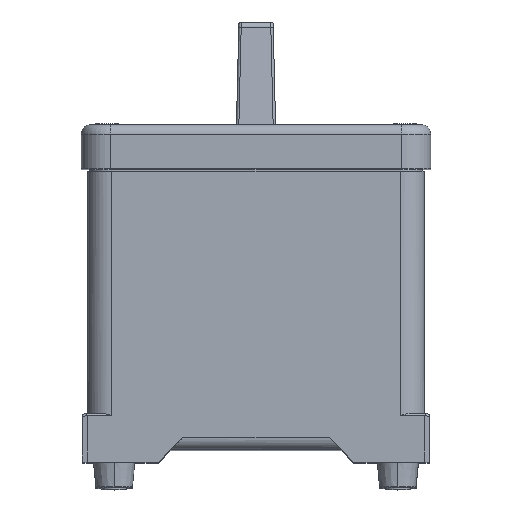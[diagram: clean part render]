
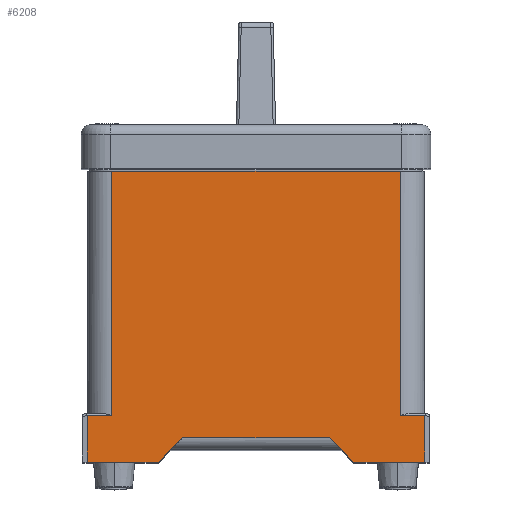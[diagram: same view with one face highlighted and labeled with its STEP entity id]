
A CAD part, top view. The second image highlights one B-rep face of the part: STEP entity #6208.
In plain terms, the highlighted planar face has unit normal (0, 0, 1).
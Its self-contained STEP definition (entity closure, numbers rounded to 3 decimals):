
#65 = LINE ( 'NONE', #7152, #4514 ) ;
#76 = CARTESIAN_POINT ( 'NONE',  ( -69., 4., 119.5 ) ) ;
#123 = EDGE_CURVE ( 'Defeature ausgef�hrt2_1+Defeature ausgef�hrt2_9+Defeature ausgef�hrt2_17+Defeature ausgef�hrt2_53', #7521, #7209, #3491, .T. ) ;
#191 = LINE ( 'NONE', #5060, #13233 ) ;
#300 = LINE ( 'NONE', #12040, #658 ) ;
#342 = DIRECTION ( 'NONE',  ( -1., 0., 0. ) ) ;
#445 = VECTOR ( 'NONE', #2686, 1000. ) ;
#459 = VECTOR ( 'NONE', #1452, 1000. ) ;
#568 = CARTESIAN_POINT ( 'NONE',  ( 59., 4., 119.5 ) ) ;
#658 = VECTOR ( 'NONE', #11039, 1000. ) ;
#771 = VERTEX_POINT ( 'NONE', #9172 ) ;
#1050 = EDGE_CURVE ( 'Defeature ausgef�hrt2_5+Defeature ausgef�hrt2_9+Defeature ausgef�hrt2_24+Defeature ausgef�hrt2_25', #10024, #8170, #9920, .T. ) ;
#1169 = CARTESIAN_POINT ( 'NONE',  ( 69., 114., 119.5 ) ) ;
#1306 = DIRECTION ( 'NONE',  ( -1., 0., 0. ) ) ;
#1452 = DIRECTION ( 'NONE',  ( -1., 0., 0. ) ) ;
#1554 = LINE ( 'NONE', #12229, #6193 ) ;
#1699 = DIRECTION ( 'NONE',  ( 0., 1., 0. ) ) ;
#2111 = CARTESIAN_POINT ( 'NONE',  ( 59., 114., 119.5 ) ) ;
#2543 = CARTESIAN_POINT ( 'NONE',  ( -35., -5., 119.5 ) ) ;
#2686 = DIRECTION ( 'NONE',  ( 0.707, 0.707, 0. ) ) ;
#2876 = VECTOR ( 'NONE', #10271, 1000. ) ;
#2885 = CARTESIAN_POINT ( 'NONE',  ( -40., -5., 119.5 ) ) ;
#2922 = ORIENTED_EDGE ( 'NONE', *, *, #123, .F. ) ;
#3096 = LINE ( 'NONE', #568, #14212 ) ;
#3491 = LINE ( 'NONE', #2543, #11898 ) ;
#3503 = VERTEX_POINT ( 'NONE', #10586 ) ;
#4270 = ORIENTED_EDGE ( 'NONE', *, *, #1050, .F. ) ;
#4498 = CARTESIAN_POINT ( 'NONE',  ( 69., 4., 119.5 ) ) ;
#4514 = VECTOR ( 'NONE', #342, 1000. ) ;
#4678 = ORIENTED_EDGE ( 'NONE', *, *, #4856, .T. ) ;
#4729 = LINE ( 'NONE', #76, #7410 ) ;
#4856 = EDGE_CURVE ( 'Defeature ausgef�hrt2_9+Defeature ausgef�hrt2_16+Defeature ausgef�hrt2_27+Defeature ausgef�hrt2_3', #8707, #14344, #12011, .T. ) ;
#4964 = VERTEX_POINT ( 'NONE', #13177 ) ;
#5060 = CARTESIAN_POINT ( 'NONE',  ( 69., 5., 119.5 ) ) ;
#6107 = CARTESIAN_POINT ( 'NONE',  ( -69., 14., 119.5 ) ) ;
#6193 = VECTOR ( 'NONE', #7767, 1000. ) ;
#6208 = ADVANCED_FACE ( 'Defeature ausgef�hrt2_9', ( #9096 ), #14749, .F. ) ;
#6260 = DIRECTION ( 'NONE',  ( 1., 0., 0. ) ) ;
#6322 = ORIENTED_EDGE ( 'NONE', *, *, #9124, .T. ) ;
#6470 = EDGE_CURVE ( 'Defeature ausgef�hrt2_9+Defeature ausgef�hrt2_27+Defeature ausgef�hrt2_17+Defeature ausgef�hrt2_16', #4964, #8707, #191, .T. ) ;
#7152 = CARTESIAN_POINT ( 'NONE',  ( 69., 14., 119.5 ) ) ;
#7209 = VERTEX_POINT ( 'NONE', #12464 ) ;
#7410 = VECTOR ( 'NONE', #8021, 1000. ) ;
#7521 = VERTEX_POINT ( 'NONE', #11278 ) ;
#7542 = ORIENTED_EDGE ( 'NONE', *, *, #7589, .F. ) ;
#7589 = EDGE_CURVE ( 'Defeature ausgef�hrt2_3+Defeature ausgef�hrt2_9+Defeature ausgef�hrt2_57+Defeature ausgef�hrt2_16', #3503, #14344, #1554, .T. ) ;
#7764 = DIRECTION ( 'NONE',  ( -1., 0., 0. ) ) ;
#7767 = DIRECTION ( 'NONE',  ( -1., 0., 0. ) ) ;
#7992 = ORIENTED_EDGE ( 'NONE', *, *, #10715, .T. ) ;
#8021 = DIRECTION ( 'NONE',  ( 0., -1., 0. ) ) ;
#8170 = VERTEX_POINT ( 'NONE', #2111 ) ;
#8707 = VERTEX_POINT ( 'NONE', #10154 ) ;
#8778 = VERTEX_POINT ( 'NONE', #14728 ) ;
#8858 = ORIENTED_EDGE ( 'NONE', *, *, #12618, .T. ) ;
#9014 = DIRECTION ( 'NONE',  ( 0., 0., -1. ) ) ;
#9096 = FACE_OUTER_BOUND ( 'NONE', #9544, .T. ) ;
#9124 = EDGE_CURVE ( 'Defeature ausgef�hrt2_9+Defeature ausgef�hrt2_25+Defeature ausgef�hrt2_61+Defeature ausgef�hrt2_5', #771, #8170, #3096, .T. ) ;
#9132 = ORIENTED_EDGE ( 'NONE', *, *, #10979, .T. ) ;
#9172 = CARTESIAN_POINT ( 'NONE',  ( 59., 14., 119.5 ) ) ;
#9346 = EDGE_CURVE ( 'Defeature ausgef�hrt2_9+Defeature ausgef�hrt2_57+Defeature ausgef�hrt2_3+Defeature ausgef�hrt2_61', #3503, #8778, #13678, .T. ) ;
#9544 = EDGE_LOOP ( 'NONE', ( #7992, #8858, #9132, #2922, #10329, #12909, #4678, #7542, #10556, #12328, #6322, #4270 ) ) ;
#9920 = LINE ( 'NONE', #1169, #11180 ) ;
#9978 = VERTEX_POINT ( 'NONE', #6107 ) ;
#10024 = VERTEX_POINT ( 'NONE', #12870 ) ;
#10154 = CARTESIAN_POINT ( 'NONE',  ( 30., 5., 119.5 ) ) ;
#10271 = DIRECTION ( 'NONE',  ( 0.707, -0.707, 0. ) ) ;
#10329 = ORIENTED_EDGE ( 'NONE', *, *, #11517, .T. ) ;
#10556 = ORIENTED_EDGE ( 'NONE', *, *, #9346, .T. ) ;
#10586 = CARTESIAN_POINT ( 'NONE',  ( 69., -5., 119.5 ) ) ;
#10715 = EDGE_CURVE ( 'Defeature ausgef�hrt2_9+Defeature ausgef�hrt2_24+Defeature ausgef�hrt2_5+Defeature ausgef�hrt2_67', #10024, #14066, #300, .T. ) ;
#10979 = EDGE_CURVE ( 'Defeature ausgef�hrt2_9+Defeature ausgef�hrt2_53+Defeature ausgef�hrt2_67+Defeature ausgef�hrt2_1', #9978, #7209, #4729, .T. ) ;
#11039 = DIRECTION ( 'NONE',  ( 0., -1., 0. ) ) ;
#11156 = LINE ( 'NONE', #2885, #445 ) ;
#11180 = VECTOR ( 'NONE', #14793, 1000. ) ;
#11278 = CARTESIAN_POINT ( 'NONE',  ( -40., -5., 119.5 ) ) ;
#11382 = EDGE_CURVE ( 'Defeature ausgef�hrt2_9+Defeature ausgef�hrt2_61+Defeature ausgef�hrt2_57+Defeature ausgef�hrt2_25', #8778, #771, #11874, .T. ) ;
#11517 = EDGE_CURVE ( 'Defeature ausgef�hrt2_9+Defeature ausgef�hrt2_17+Defeature ausgef�hrt2_1+Defeature ausgef�hrt2_27', #7521, #4964, #11156, .T. ) ;
#11874 = LINE ( 'NONE', #14057, #459 ) ;
#11898 = VECTOR ( 'NONE', #1306, 1000. ) ;
#12011 = LINE ( 'NONE', #13689, #2876 ) ;
#12040 = CARTESIAN_POINT ( 'NONE',  ( -59., 4., 119.5 ) ) ;
#12229 = CARTESIAN_POINT ( 'NONE',  ( 35., -5., 119.5 ) ) ;
#12328 = ORIENTED_EDGE ( 'NONE', *, *, #11382, .T. ) ;
#12347 = DIRECTION ( 'NONE',  ( 0., 1., 0. ) ) ;
#12464 = CARTESIAN_POINT ( 'NONE',  ( -69., -5., 119.5 ) ) ;
#12618 = EDGE_CURVE ( 'Defeature ausgef�hrt2_9+Defeature ausgef�hrt2_67+Defeature ausgef�hrt2_24+Defeature ausgef�hrt2_53', #14066, #9978, #65, .T. ) ;
#12763 = VECTOR ( 'NONE', #12347, 1000. ) ;
#12870 = CARTESIAN_POINT ( 'NONE',  ( -59., 114., 119.5 ) ) ;
#12909 = ORIENTED_EDGE ( 'NONE', *, *, #6470, .T. ) ;
#13077 = CARTESIAN_POINT ( 'NONE',  ( -59., 14., 119.5 ) ) ;
#13177 = CARTESIAN_POINT ( 'NONE',  ( -30., 5., 119.5 ) ) ;
#13233 = VECTOR ( 'NONE', #6260, 1000. ) ;
#13516 = CARTESIAN_POINT ( 'NONE',  ( 40., -5., 119.5 ) ) ;
#13532 = AXIS2_PLACEMENT_3D ( 'NONE', #14597, #9014, #7764 ) ;
#13678 = LINE ( 'NONE', #4498, #12763 ) ;
#13689 = CARTESIAN_POINT ( 'NONE',  ( 40., -5., 119.5 ) ) ;
#14057 = CARTESIAN_POINT ( 'NONE',  ( 69., 14., 119.5 ) ) ;
#14066 = VERTEX_POINT ( 'NONE', #13077 ) ;
#14212 = VECTOR ( 'NONE', #1699, 1000. ) ;
#14344 = VERTEX_POINT ( 'NONE', #13516 ) ;
#14597 = CARTESIAN_POINT ( 'NONE',  ( 69., 4., 119.5 ) ) ;
#14728 = CARTESIAN_POINT ( 'NONE',  ( 69., 14., 119.5 ) ) ;
#14749 = PLANE ( 'NONE',  #13532 ) ;
#14793 = DIRECTION ( 'NONE',  ( 1., 0., 0. ) ) ;
